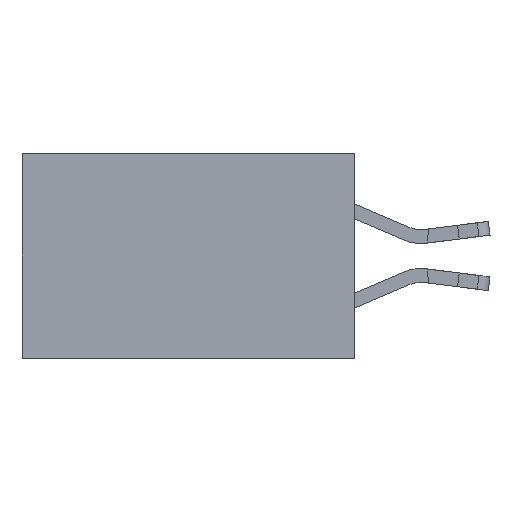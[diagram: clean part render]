
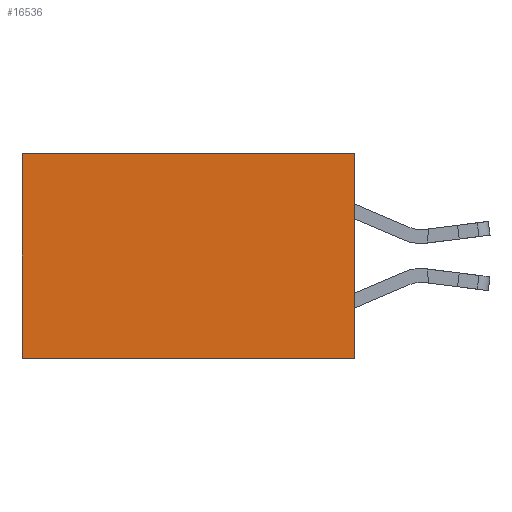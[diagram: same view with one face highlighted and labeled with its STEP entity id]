
A CAD part, left-side view. The second image highlights one B-rep face of the part: STEP entity #16536.
In plain terms, the highlighted planar face has unit normal (-1, 0, 0).
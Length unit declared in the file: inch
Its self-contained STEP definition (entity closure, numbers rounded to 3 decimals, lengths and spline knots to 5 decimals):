
#455 = VECTOR ( 'NONE', #3125, 39.37008 ) ;
#628 = ORIENTED_EDGE ( 'NONE', *, *, #10188, .F. ) ;
#705 = LINE ( 'NONE', #4909, #4187 ) ;
#1687 = CARTESIAN_POINT ( 'NONE',  ( 0.298, 0., 0. ) ) ;
#2357 = LINE ( 'NONE', #1687, #3439 ) ;
#3125 = DIRECTION ( 'NONE',  ( 0., 0., -1. ) ) ;
#3205 = CARTESIAN_POINT ( 'NONE',  ( 0.298, 0.6, -0.37 ) ) ;
#3439 = VECTOR ( 'NONE', #13294, 39.37008 ) ;
#4187 = VECTOR ( 'NONE', #18191, 39.37008 ) ;
#4331 = LINE ( 'NONE', #18023, #455 ) ;
#4431 = VERTEX_POINT ( 'NONE', #12791 ) ;
#4909 = CARTESIAN_POINT ( 'NONE',  ( 0.298, 0., -0.37 ) ) ;
#5425 = FACE_OUTER_BOUND ( 'NONE', #12052, .T. ) ;
#6690 = DIRECTION ( 'NONE',  ( 1., 0., 0. ) ) ;
#6775 = CARTESIAN_POINT ( 'NONE',  ( 0.298, 0., -0.37 ) ) ;
#7700 = ORIENTED_EDGE ( 'NONE', *, *, #10074, .T. ) ;
#9398 = EDGE_CURVE ( 'NONE', #4431, #10860, #12122, .T. ) ;
#10074 = EDGE_CURVE ( 'NONE', #10860, #16998, #4331, .T. ) ;
#10188 = EDGE_CURVE ( 'NONE', #4431, #18667, #2357, .T. ) ;
#10191 = ORIENTED_EDGE ( 'NONE', *, *, #9398, .T. ) ;
#10860 = VERTEX_POINT ( 'NONE', #14846 ) ;
#11398 = CARTESIAN_POINT ( 'NONE',  ( 0.298, 0., 0. ) ) ;
#11625 = VECTOR ( 'NONE', #14677, 39.37008 ) ;
#12052 = EDGE_LOOP ( 'NONE', ( #7700, #17354, #628, #10191 ) ) ;
#12122 = LINE ( 'NONE', #11398, #11625 ) ;
#12791 = CARTESIAN_POINT ( 'NONE',  ( 0.298, 0., 0. ) ) ;
#13242 = CARTESIAN_POINT ( 'NONE',  ( 0.298, 0., 0. ) ) ;
#13294 = DIRECTION ( 'NONE',  ( 0., 0., -1. ) ) ;
#14677 = DIRECTION ( 'NONE',  ( 0., 1., 0. ) ) ;
#14846 = CARTESIAN_POINT ( 'NONE',  ( 0.298, 0.6, 0. ) ) ;
#15748 = AXIS2_PLACEMENT_3D ( 'NONE', #13242, #6690, #18340 ) ;
#16536 = ADVANCED_FACE ( 'NONE', ( #5425 ), #16625, .F. ) ;
#16625 = PLANE ( 'NONE',  #15748 ) ;
#16998 = VERTEX_POINT ( 'NONE', #3205 ) ;
#17354 = ORIENTED_EDGE ( 'NONE', *, *, #20555, .F. ) ;
#18023 = CARTESIAN_POINT ( 'NONE',  ( 0.298, 0.6, 0. ) ) ;
#18191 = DIRECTION ( 'NONE',  ( 0., 1., 0. ) ) ;
#18340 = DIRECTION ( 'NONE',  ( 0., 0., -1. ) ) ;
#18667 = VERTEX_POINT ( 'NONE', #6775 ) ;
#20555 = EDGE_CURVE ( 'NONE', #18667, #16998, #705, .T. ) ;
